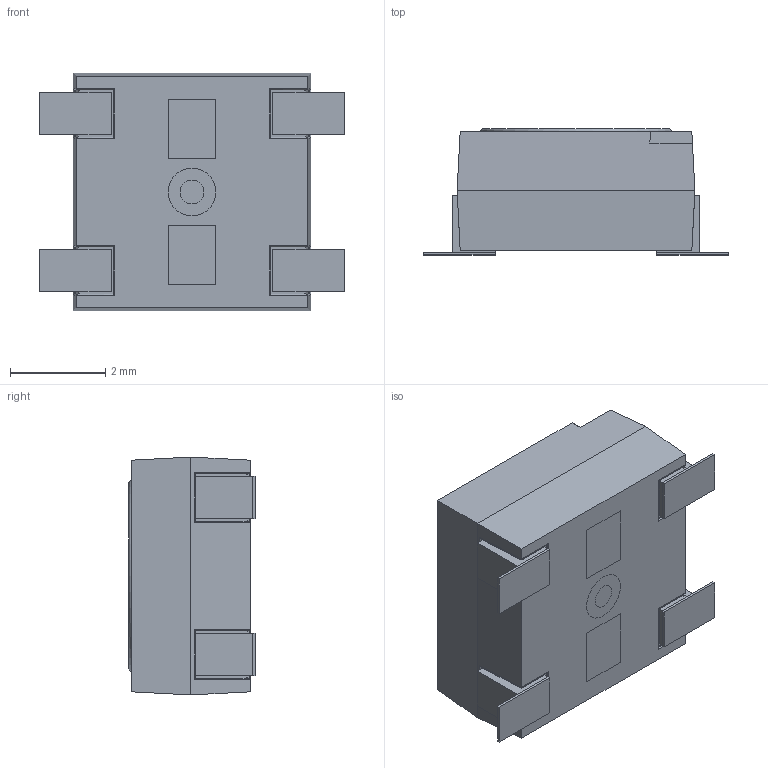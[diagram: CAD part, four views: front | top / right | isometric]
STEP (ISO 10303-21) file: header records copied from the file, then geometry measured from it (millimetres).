
FILE_DESCRIPTION (( 'STEP AP214' ), '1' );
FILE_NAME ('WS2812B-B.STEP', '2021-05-24T09:25:58', ( '' ), ( '' ), 'SwSTEP 2.0', 'SolidWorks 2018', '' );
FILE_SCHEMA (( 'AUTOMOTIVE_DESIGN' ));
Length unit declared in the file: millimetre
Products named in the file (2): WS2812B-B
Bounding box: 6.4 x 2.65 x 5 mm (x, y, z)
Volume: 62.2 mm3; surface area: 126.6 mm2
Topology: 8 solids, 8 shells, 148 faces, 353 edges, 226 vertices
Faces by surface type: plane 115, cylinder 32, torus 1
Full cylindrical faces by diameter (mm): 0.5 x2, 1 x2
Entity records: 5648 total; most frequent: CARTESIAN_POINT 796, ORIENTED_EDGE 696, DIRECTION 642, EDGE_CURVE 348, LINE 306, VECTOR 306, VERTEX_POINT 226, AXIS2_PLACEMENT_3D 168
